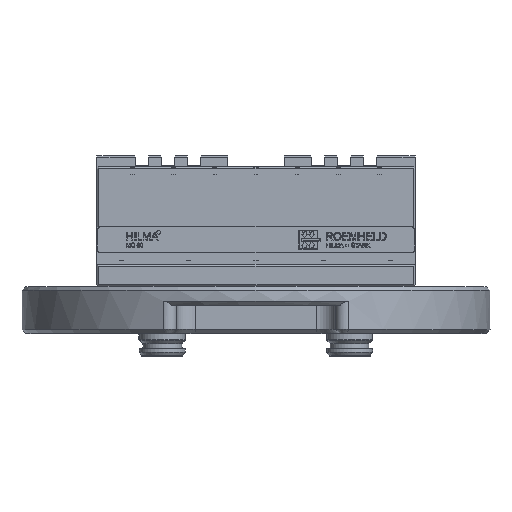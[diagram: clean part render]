
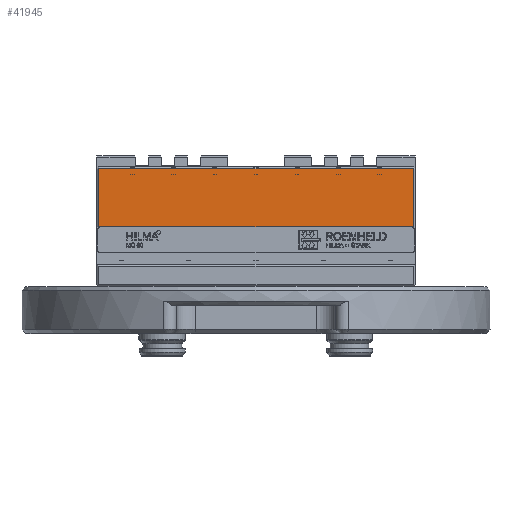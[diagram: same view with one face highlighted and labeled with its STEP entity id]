
A CAD part, top view. The second image highlights one B-rep face of the part: STEP entity #41945.
In plain terms, the highlighted face is planar.
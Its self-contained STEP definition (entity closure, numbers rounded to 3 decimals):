
#533 = VECTOR ( 'NONE', #95974, 1000. ) ;
#2043 = ORIENTED_EDGE ( 'NONE', *, *, #72295, .T. ) ;
#7990 = CARTESIAN_POINT ( 'NONE',  ( 0., 169., 0. ) ) ;
#22686 = ORIENTED_EDGE ( 'NONE', *, *, #28203, .T. ) ;
#22810 = VERTEX_POINT ( 'NONE', #77905 ) ;
#27243 = CARTESIAN_POINT ( 'NONE',  ( 0., 85., 0. ) ) ;
#27687 = VERTEX_POINT ( 'NONE', #66461 ) ;
#27718 = DIRECTION ( 'NONE',  ( -1., 0., 0. ) ) ;
#28203 = EDGE_CURVE ( 'NONE', #77578, #27687, #89702, .T. ) ;
#28783 = VECTOR ( 'NONE', #49875, 1000. ) ;
#31689 = FACE_OUTER_BOUND ( 'NONE', #71386, .T. ) ;
#32219 = VERTEX_POINT ( 'NONE', #75255 ) ;
#34097 = DIRECTION ( 'NONE',  ( 0., 0., 1. ) ) ;
#34430 = VECTOR ( 'NONE', #91286, 1000. ) ;
#36459 = CARTESIAN_POINT ( 'NONE',  ( 0., 170., 32. ) ) ;
#39432 = ORIENTED_EDGE ( 'NONE', *, *, #46248, .T. ) ;
#41945 = ADVANCED_FACE ( 'NONE', ( #31689 ), #54846, .T. ) ;
#43325 = ORIENTED_EDGE ( 'NONE', *, *, #70002, .T. ) ;
#45231 = LINE ( 'NONE', #7990, #34430 ) ;
#46248 = EDGE_CURVE ( 'NONE', #27687, #32219, #65546, .T. ) ;
#49875 = DIRECTION ( 'NONE',  ( 0., -1., 0. ) ) ;
#54846 = PLANE ( 'NONE',  #94539 ) ;
#65546 = LINE ( 'NONE', #66015, #533 ) ;
#66015 = CARTESIAN_POINT ( 'NONE',  ( 0., 85., 63. ) ) ;
#66461 = CARTESIAN_POINT ( 'NONE',  ( 0., 1., 63. ) ) ;
#67306 = CARTESIAN_POINT ( 'NONE',  ( 0., 1., 32. ) ) ;
#70002 = EDGE_CURVE ( 'NONE', #32219, #22810, #45231, .T. ) ;
#71386 = EDGE_LOOP ( 'NONE', ( #39432, #43325, #2043, #22686 ) ) ;
#72295 = EDGE_CURVE ( 'NONE', #22810, #77578, #88051, .T. ) ;
#73567 = CARTESIAN_POINT ( 'NONE',  ( 0., 1., 0. ) ) ;
#75255 = CARTESIAN_POINT ( 'NONE',  ( 0., 169., 63. ) ) ;
#77509 = VECTOR ( 'NONE', #81895, 1000. ) ;
#77578 = VERTEX_POINT ( 'NONE', #67306 ) ;
#77905 = CARTESIAN_POINT ( 'NONE',  ( 0., 169., 32. ) ) ;
#81895 = DIRECTION ( 'NONE',  ( 0., 0., 1. ) ) ;
#88051 = LINE ( 'NONE', #36459, #28783 ) ;
#89702 = LINE ( 'NONE', #73567, #77509 ) ;
#91286 = DIRECTION ( 'NONE',  ( 0., 0., -1. ) ) ;
#94539 = AXIS2_PLACEMENT_3D ( 'NONE', #27243, #27718, #34097 ) ;
#95974 = DIRECTION ( 'NONE',  ( 0., 1., 0. ) ) ;
